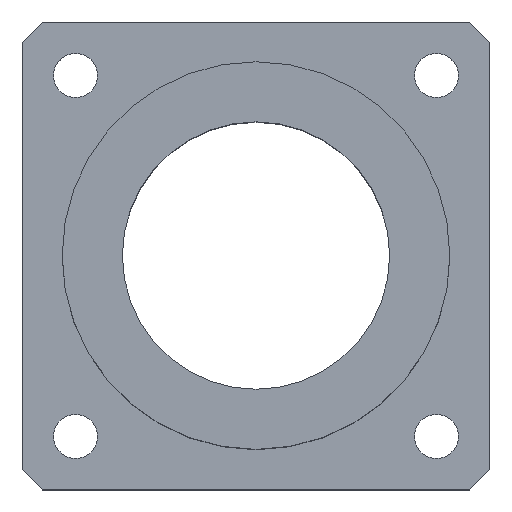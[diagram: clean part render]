
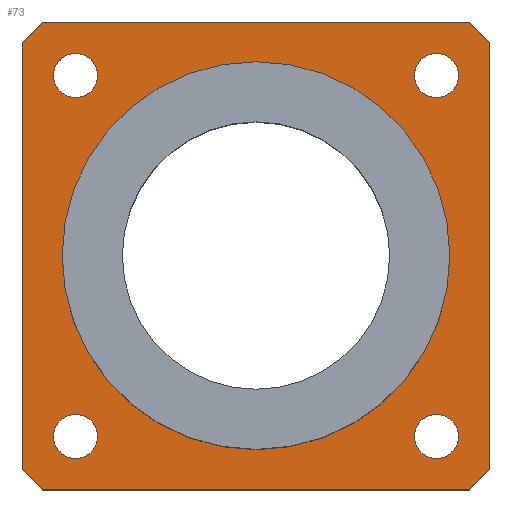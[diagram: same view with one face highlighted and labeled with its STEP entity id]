
A CAD part, top view. The second image highlights one B-rep face of the part: STEP entity #73.
In plain terms, the highlighted planar face has unit normal (0, 0, 1).
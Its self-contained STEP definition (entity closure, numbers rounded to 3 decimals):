
#73 = ADVANCED_FACE( '', ( #155, #156, #157, #158, #159, #160 ), #161, .T. );
#155 = FACE_OUTER_BOUND( '', #238, .T. );
#156 = FACE_BOUND( '', #239, .T. );
#157 = FACE_BOUND( '', #240, .T. );
#158 = FACE_BOUND( '', #241, .T. );
#159 = FACE_BOUND( '', #242, .T. );
#160 = FACE_BOUND( '', #243, .T. );
#161 = PLANE( '', #244 );
#238 = EDGE_LOOP( '', ( #373, #374, #375, #376, #377, #378, #379, #380 ) );
#239 = EDGE_LOOP( '', ( #381 ) );
#240 = EDGE_LOOP( '', ( #382 ) );
#241 = EDGE_LOOP( '', ( #383 ) );
#242 = EDGE_LOOP( '', ( #384 ) );
#243 = EDGE_LOOP( '', ( #385 ) );
#244 = AXIS2_PLACEMENT_3D( '', #386, #387, #388 );
#373 = ORIENTED_EDGE( '', *, *, #424, .T. );
#374 = ORIENTED_EDGE( '', *, *, #454, .T. );
#375 = ORIENTED_EDGE( '', *, *, #415, .T. );
#376 = ORIENTED_EDGE( '', *, *, #420, .T. );
#377 = ORIENTED_EDGE( '', *, *, #439, .T. );
#378 = ORIENTED_EDGE( '', *, *, #435, .T. );
#379 = ORIENTED_EDGE( '', *, *, #443, .T. );
#380 = ORIENTED_EDGE( '', *, *, #460, .T. );
#381 = ORIENTED_EDGE( '', *, *, #458, .F. );
#382 = ORIENTED_EDGE( '', *, *, #430, .F. );
#383 = ORIENTED_EDGE( '', *, *, #461, .F. );
#384 = ORIENTED_EDGE( '', *, *, #462, .F. );
#385 = ORIENTED_EDGE( '', *, *, #410, .T. );
#386 = CARTESIAN_POINT( '', ( 0., 0., 12. ) );
#387 = DIRECTION( '', ( 0., 0., 1. ) );
#388 = DIRECTION( '', ( 1., 0., 0. ) );
#410 = EDGE_CURVE( '', #467, #467, #468, .F. );
#415 = EDGE_CURVE( '', #477, #475, #478, .T. );
#420 = EDGE_CURVE( '', #475, #483, #485, .T. );
#424 = EDGE_CURVE( '', #492, #490, #493, .T. );
#430 = EDGE_CURVE( '', #501, #501, #502, .T. );
#435 = EDGE_CURVE( '', #511, #509, #512, .T. );
#439 = EDGE_CURVE( '', #483, #511, #516, .T. );
#443 = EDGE_CURVE( '', #509, #520, #522, .T. );
#454 = EDGE_CURVE( '', #490, #477, #538, .T. );
#458 = EDGE_CURVE( '', #542, #542, #543, .T. );
#460 = EDGE_CURVE( '', #520, #492, #545, .T. );
#461 = EDGE_CURVE( '', #546, #546, #547, .T. );
#462 = EDGE_CURVE( '', #548, #548, #549, .T. );
#467 = VERTEX_POINT( '', #554 );
#468 = CIRCLE( '', #555, 29. );
#475 = VERTEX_POINT( '', #563 );
#477 = VERTEX_POINT( '', #566 );
#478 = LINE( '', #567, #568 );
#483 = VERTEX_POINT( '', #575 );
#485 = LINE( '', #578, #579 );
#490 = VERTEX_POINT( '', #585 );
#492 = VERTEX_POINT( '', #588 );
#493 = LINE( '', #589, #590 );
#501 = VERTEX_POINT( '', #599 );
#502 = CIRCLE( '', #600, 3.3 );
#509 = VERTEX_POINT( '', #608 );
#511 = VERTEX_POINT( '', #611 );
#512 = LINE( '', #612, #613 );
#516 = LINE( '', #619, #620 );
#520 = VERTEX_POINT( '', #625 );
#522 = LINE( '', #628, #629 );
#538 = LINE( '', #647, #648 );
#542 = VERTEX_POINT( '', #652 );
#543 = CIRCLE( '', #653, 3.3 );
#545 = LINE( '', #655, #656 );
#546 = VERTEX_POINT( '', #657 );
#547 = CIRCLE( '', #658, 3.3 );
#548 = VERTEX_POINT( '', #659 );
#549 = CIRCLE( '', #660, 3.3 );
#554 = CARTESIAN_POINT( '', ( 29., 35., 12. ) );
#555 = AXIS2_PLACEMENT_3D( '', #664, #665, #666 );
#563 = CARTESIAN_POINT( '', ( -32., 0., 12. ) );
#566 = CARTESIAN_POINT( '', ( -35., 3., 12. ) );
#567 = CARTESIAN_POINT( '', ( -35., 3., 12. ) );
#568 = VECTOR( '', #672, 1000. );
#575 = CARTESIAN_POINT( '', ( 32., 0., 12. ) );
#578 = CARTESIAN_POINT( '', ( -32., 0., 12. ) );
#579 = VECTOR( '', #676, 1000. );
#585 = CARTESIAN_POINT( '', ( -35., 67., 12. ) );
#588 = CARTESIAN_POINT( '', ( -32., 70., 12. ) );
#589 = CARTESIAN_POINT( '', ( -32., 70., 12. ) );
#590 = VECTOR( '', #679, 1000. );
#599 = CARTESIAN_POINT( '', ( 30.3, 8., 12. ) );
#600 = AXIS2_PLACEMENT_3D( '', #687, #688, #689 );
#608 = CARTESIAN_POINT( '', ( 35., 67., 12. ) );
#611 = CARTESIAN_POINT( '', ( 35., 3., 12. ) );
#612 = CARTESIAN_POINT( '', ( 35., 3., 12. ) );
#613 = VECTOR( '', #695, 1000. );
#619 = CARTESIAN_POINT( '', ( 32., 0., 12. ) );
#620 = VECTOR( '', #698, 1000. );
#625 = CARTESIAN_POINT( '', ( 32., 70., 12. ) );
#628 = CARTESIAN_POINT( '', ( 35., 67., 12. ) );
#629 = VECTOR( '', #701, 1000. );
#647 = CARTESIAN_POINT( '', ( -35., 67., 12. ) );
#648 = VECTOR( '', #719, 1000. );
#652 = CARTESIAN_POINT( '', ( 30.3, 62., 12. ) );
#653 = AXIS2_PLACEMENT_3D( '', #720, #721, #722 );
#655 = CARTESIAN_POINT( '', ( 32., 70., 12. ) );
#656 = VECTOR( '', #723, 1000. );
#657 = CARTESIAN_POINT( '', ( -23.7, 62., 12. ) );
#658 = AXIS2_PLACEMENT_3D( '', #724, #725, #726 );
#659 = CARTESIAN_POINT( '', ( -23.7, 8., 12. ) );
#660 = AXIS2_PLACEMENT_3D( '', #727, #728, #729 );
#664 = CARTESIAN_POINT( '', ( 0., 35., 12. ) );
#665 = DIRECTION( '', ( 0., 0., 1. ) );
#666 = DIRECTION( '', ( 1., 0., 0. ) );
#672 = DIRECTION( '', ( 0.707, -0.707, 0. ) );
#676 = DIRECTION( '', ( 1., 0., 0. ) );
#679 = DIRECTION( '', ( -0.707, -0.707, 0. ) );
#687 = CARTESIAN_POINT( '', ( 27., 8., 12. ) );
#688 = DIRECTION( '', ( 0., 0., 1. ) );
#689 = DIRECTION( '', ( 1., 0., 0. ) );
#695 = DIRECTION( '', ( 0., 1., 0. ) );
#698 = DIRECTION( '', ( 0.707, 0.707, 0. ) );
#701 = DIRECTION( '', ( -0.707, 0.707, 0. ) );
#719 = DIRECTION( '', ( 0., -1., 0. ) );
#720 = CARTESIAN_POINT( '', ( 27., 62., 12. ) );
#721 = DIRECTION( '', ( 0., 0., 1. ) );
#722 = DIRECTION( '', ( 1., 0., 0. ) );
#723 = DIRECTION( '', ( -1., 0., 0. ) );
#724 = CARTESIAN_POINT( '', ( -27., 62., 12. ) );
#725 = DIRECTION( '', ( 0., 0., 1. ) );
#726 = DIRECTION( '', ( 1., 0., 0. ) );
#727 = CARTESIAN_POINT( '', ( -27., 8., 12. ) );
#728 = DIRECTION( '', ( 0., 0., 1. ) );
#729 = DIRECTION( '', ( 1., 0., 0. ) );
